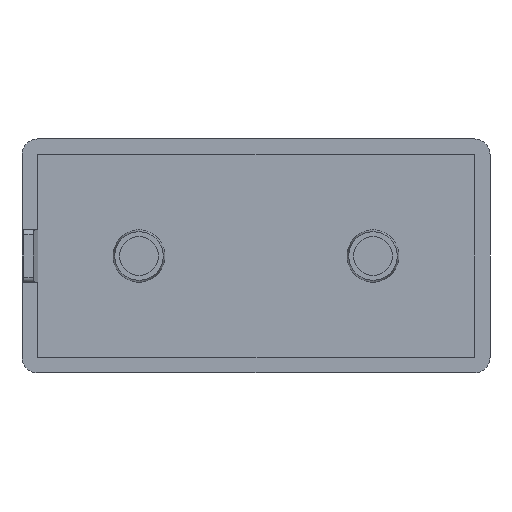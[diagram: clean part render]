
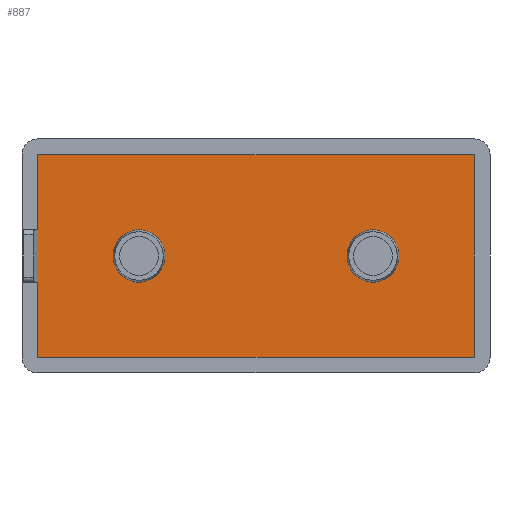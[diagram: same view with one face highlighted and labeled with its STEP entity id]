
A CAD part, front view. The second image highlights one B-rep face of the part: STEP entity #887.
In plain terms, the highlighted planar face has unit normal (0, -1, 0).
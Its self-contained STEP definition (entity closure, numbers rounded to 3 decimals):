
#22=FACE_BOUND('',#175,.T.);
#23=FACE_BOUND('',#176,.T.);
#32=CIRCLE('',#951,5.1);
#35=CIRCLE('',#955,5.1);
#50=CIRCLE('',#991,5.);
#51=CIRCLE('',#992,5.1);
#52=CIRCLE('',#993,5.);
#53=CIRCLE('',#994,5.);
#54=CIRCLE('',#995,5.1);
#55=CIRCLE('',#996,5.);
#119=FACE_OUTER_BOUND('',#174,.T.);
#174=EDGE_LOOP('',(#704,#705,#706,#707));
#175=EDGE_LOOP('',(#708,#709,#710,#711,#712,#713,#714,#715));
#176=EDGE_LOOP('',(#716,#717,#718,#719,#720,#721,#722,#723));
#207=LINE('',#1326,#290);
#249=LINE('',#1463,#332);
#251=LINE('',#1467,#334);
#253=LINE('',#1470,#336);
#254=LINE('',#1473,#337);
#255=LINE('',#1477,#338);
#256=LINE('',#1481,#339);
#257=LINE('',#1484,#340);
#258=LINE('',#1486,#341);
#259=LINE('',#1490,#342);
#260=LINE('',#1494,#343);
#261=LINE('',#1497,#344);
#290=VECTOR('',#1041,1000.);
#332=VECTOR('',#1187,1000.);
#334=VECTOR('',#1191,1000.);
#336=VECTOR('',#1195,1000.);
#337=VECTOR('',#1198,1000.);
#338=VECTOR('',#1201,1000.);
#339=VECTOR('',#1204,1000.);
#340=VECTOR('',#1207,1000.);
#341=VECTOR('',#1208,1000.);
#342=VECTOR('',#1211,1000.);
#343=VECTOR('',#1214,1000.);
#344=VECTOR('',#1217,1000.);
#373=VERTEX_POINT('',#1323);
#374=VERTEX_POINT('',#1325);
#395=VERTEX_POINT('',#1383);
#397=VERTEX_POINT('',#1386);
#400=VERTEX_POINT('',#1394);
#402=VERTEX_POINT('',#1397);
#417=VERTEX_POINT('',#1462);
#418=VERTEX_POINT('',#1466);
#419=VERTEX_POINT('',#1472);
#420=VERTEX_POINT('',#1474);
#421=VERTEX_POINT('',#1476);
#422=VERTEX_POINT('',#1478);
#423=VERTEX_POINT('',#1480);
#424=VERTEX_POINT('',#1482);
#425=VERTEX_POINT('',#1485);
#426=VERTEX_POINT('',#1487);
#427=VERTEX_POINT('',#1489);
#428=VERTEX_POINT('',#1491);
#429=VERTEX_POINT('',#1493);
#430=VERTEX_POINT('',#1495);
#453=EDGE_CURVE('',#373,#374,#207,.T.);
#484=EDGE_CURVE('',#395,#397,#32,.T.);
#489=EDGE_CURVE('',#400,#402,#35,.T.);
#521=EDGE_CURVE('',#374,#417,#249,.T.);
#523=EDGE_CURVE('',#417,#418,#251,.T.);
#525=EDGE_CURVE('',#418,#373,#253,.T.);
#526=EDGE_CURVE('',#400,#419,#254,.T.);
#527=EDGE_CURVE('',#419,#420,#50,.T.);
#528=EDGE_CURVE('',#420,#421,#255,.T.);
#529=EDGE_CURVE('',#422,#421,#51,.T.);
#530=EDGE_CURVE('',#422,#423,#256,.T.);
#531=EDGE_CURVE('',#423,#424,#52,.T.);
#532=EDGE_CURVE('',#424,#402,#257,.T.);
#533=EDGE_CURVE('',#395,#425,#258,.T.);
#534=EDGE_CURVE('',#425,#426,#53,.T.);
#535=EDGE_CURVE('',#426,#427,#259,.T.);
#536=EDGE_CURVE('',#428,#427,#54,.T.);
#537=EDGE_CURVE('',#428,#429,#260,.T.);
#538=EDGE_CURVE('',#429,#430,#55,.T.);
#539=EDGE_CURVE('',#430,#397,#261,.T.);
#704=ORIENTED_EDGE('',*,*,#453,.F.);
#705=ORIENTED_EDGE('',*,*,#525,.F.);
#706=ORIENTED_EDGE('',*,*,#523,.F.);
#707=ORIENTED_EDGE('',*,*,#521,.F.);
#708=ORIENTED_EDGE('',*,*,#489,.F.);
#709=ORIENTED_EDGE('',*,*,#526,.T.);
#710=ORIENTED_EDGE('',*,*,#527,.T.);
#711=ORIENTED_EDGE('',*,*,#528,.T.);
#712=ORIENTED_EDGE('',*,*,#529,.F.);
#713=ORIENTED_EDGE('',*,*,#530,.T.);
#714=ORIENTED_EDGE('',*,*,#531,.T.);
#715=ORIENTED_EDGE('',*,*,#532,.T.);
#716=ORIENTED_EDGE('',*,*,#484,.F.);
#717=ORIENTED_EDGE('',*,*,#533,.T.);
#718=ORIENTED_EDGE('',*,*,#534,.T.);
#719=ORIENTED_EDGE('',*,*,#535,.T.);
#720=ORIENTED_EDGE('',*,*,#536,.F.);
#721=ORIENTED_EDGE('',*,*,#537,.T.);
#722=ORIENTED_EDGE('',*,*,#538,.T.);
#723=ORIENTED_EDGE('',*,*,#539,.T.);
#843=PLANE('',#990);
#887=ADVANCED_FACE('',(#119,#22,#23),#843,.F.);
#951=AXIS2_PLACEMENT_3D('',#1387,#1094,#1095);
#955=AXIS2_PLACEMENT_3D('',#1398,#1104,#1105);
#990=AXIS2_PLACEMENT_3D('',#1471,#1196,#1197);
#991=AXIS2_PLACEMENT_3D('',#1475,#1199,#1200);
#992=AXIS2_PLACEMENT_3D('',#1479,#1202,#1203);
#993=AXIS2_PLACEMENT_3D('',#1483,#1205,#1206);
#994=AXIS2_PLACEMENT_3D('',#1488,#1209,#1210);
#995=AXIS2_PLACEMENT_3D('',#1492,#1212,#1213);
#996=AXIS2_PLACEMENT_3D('',#1496,#1215,#1216);
#1041=DIRECTION('',(0.,0.,1.));
#1094=DIRECTION('center_axis',(0.,-1.,0.));
#1095=DIRECTION('ref_axis',(0.,0.,-1.));
#1104=DIRECTION('center_axis',(0.,-1.,0.));
#1105=DIRECTION('ref_axis',(0.,0.,-1.));
#1187=DIRECTION('',(1.,0.,0.));
#1191=DIRECTION('',(0.,0.,-1.));
#1195=DIRECTION('',(-1.,0.,0.));
#1196=DIRECTION('center_axis',(0.,1.,0.));
#1197=DIRECTION('ref_axis',(0.,0.,1.));
#1198=DIRECTION('',(0.,0.,1.));
#1199=DIRECTION('center_axis',(0.,1.,0.));
#1200=DIRECTION('ref_axis',(1.,0.,0.));
#1201=DIRECTION('',(0.,0.,1.));
#1202=DIRECTION('center_axis',(0.,-1.,0.));
#1203=DIRECTION('ref_axis',(0.,0.,-1.));
#1204=DIRECTION('',(0.,0.,-1.));
#1205=DIRECTION('center_axis',(0.,1.,0.));
#1206=DIRECTION('ref_axis',(1.,0.,0.));
#1207=DIRECTION('',(0.,0.,-1.));
#1208=DIRECTION('',(0.,0.,1.));
#1209=DIRECTION('center_axis',(0.,1.,0.));
#1210=DIRECTION('ref_axis',(1.,0.,0.));
#1211=DIRECTION('',(0.,0.,1.));
#1212=DIRECTION('center_axis',(0.,-1.,0.));
#1213=DIRECTION('ref_axis',(0.,0.,-1.));
#1214=DIRECTION('',(0.,0.,-1.));
#1215=DIRECTION('center_axis',(0.,1.,0.));
#1216=DIRECTION('ref_axis',(1.,0.,0.));
#1217=DIRECTION('',(0.,0.,-1.));
#1323=CARTESIAN_POINT('',(-42.,-3.,-19.5));
#1325=CARTESIAN_POINT('',(-42.,-3.,19.5));
#1326=CARTESIAN_POINT('',(-42.,-3.,-19.5));
#1383=CARTESIAN_POINT('',(22.05,-3.,-5.08));
#1386=CARTESIAN_POINT('',(22.95,-3.,-5.08));
#1387=CARTESIAN_POINT('Origin',(22.5,-3.,0.));
#1394=CARTESIAN_POINT('',(-22.95,-3.,-5.08));
#1397=CARTESIAN_POINT('',(-22.05,-3.,-5.08));
#1398=CARTESIAN_POINT('Origin',(-22.5,-3.,0.));
#1462=CARTESIAN_POINT('',(42.,-3.,19.5));
#1463=CARTESIAN_POINT('',(-42.,-3.,19.5));
#1466=CARTESIAN_POINT('',(42.,-3.,-19.5));
#1467=CARTESIAN_POINT('',(42.,-3.,19.5));
#1470=CARTESIAN_POINT('',(42.,-3.,-19.5));
#1471=CARTESIAN_POINT('Origin',(0.,-3.,0.));
#1472=CARTESIAN_POINT('',(-22.95,-3.,-4.98));
#1473=CARTESIAN_POINT('',(-22.95,-3.,-5.18));
#1474=CARTESIAN_POINT('',(-22.95,-3.,4.98));
#1475=CARTESIAN_POINT('Origin',(-22.5,-3.,0.));
#1476=CARTESIAN_POINT('',(-22.95,-3.,5.08));
#1477=CARTESIAN_POINT('',(-22.95,-3.,4.98));
#1478=CARTESIAN_POINT('',(-22.05,-3.,5.08));
#1479=CARTESIAN_POINT('Origin',(-22.5,-3.,0.));
#1480=CARTESIAN_POINT('',(-22.05,-3.,4.98));
#1481=CARTESIAN_POINT('',(-22.05,-3.,5.18));
#1482=CARTESIAN_POINT('',(-22.05,-3.,-4.98));
#1483=CARTESIAN_POINT('Origin',(-22.5,-3.,0.));
#1484=CARTESIAN_POINT('',(-22.05,-3.,-4.98));
#1485=CARTESIAN_POINT('',(22.05,-3.,-4.98));
#1486=CARTESIAN_POINT('',(22.05,-3.,-5.18));
#1487=CARTESIAN_POINT('',(22.05,-3.,4.98));
#1488=CARTESIAN_POINT('Origin',(22.5,-3.,0.));
#1489=CARTESIAN_POINT('',(22.05,-3.,5.08));
#1490=CARTESIAN_POINT('',(22.05,-3.,4.98));
#1491=CARTESIAN_POINT('',(22.95,-3.,5.08));
#1492=CARTESIAN_POINT('Origin',(22.5,-3.,0.));
#1493=CARTESIAN_POINT('',(22.95,-3.,4.98));
#1494=CARTESIAN_POINT('',(22.95,-3.,5.18));
#1495=CARTESIAN_POINT('',(22.95,-3.,-4.98));
#1496=CARTESIAN_POINT('Origin',(22.5,-3.,0.));
#1497=CARTESIAN_POINT('',(22.95,-3.,-4.98));
